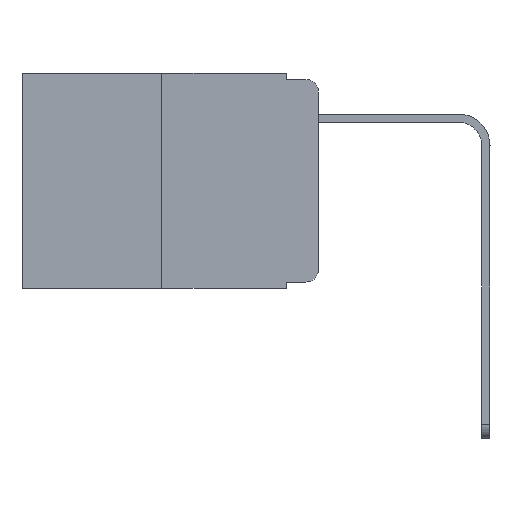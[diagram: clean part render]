
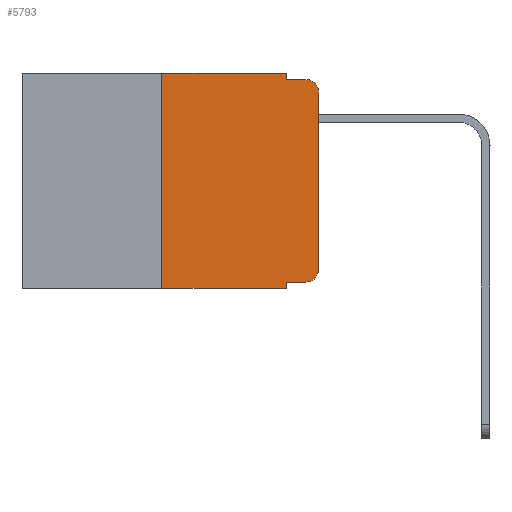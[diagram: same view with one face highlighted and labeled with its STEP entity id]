
A CAD part, left-side view. The second image highlights one B-rep face of the part: STEP entity #5793.
In plain terms, the highlighted planar face has unit normal (-1, 0, 0).
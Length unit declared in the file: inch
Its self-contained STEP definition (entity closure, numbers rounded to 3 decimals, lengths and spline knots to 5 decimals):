
#162 = ORIENTED_EDGE ( 'NONE', *, *, #1611, .F. ) ;
#381 = DIRECTION ( 'NONE',  ( 0., 0., -1. ) ) ;
#599 = AXIS2_PLACEMENT_3D ( 'NONE', #2258, #5787, #381 ) ;
#615 = VERTEX_POINT ( 'NONE', #1250 ) ;
#734 = VECTOR ( 'NONE', #5362, 39.37008 ) ;
#817 = ORIENTED_EDGE ( 'NONE', *, *, #11169, .T. ) ;
#858 = EDGE_CURVE ( 'NONE', #4204, #11158, #4901, .T. ) ;
#916 = CARTESIAN_POINT ( 'NONE',  ( 0., 0.051, -0.333 ) ) ;
#959 = DIRECTION ( 'NONE',  ( 0., -1., 0. ) ) ;
#1041 = VERTEX_POINT ( 'NONE', #6231 ) ;
#1176 = DIRECTION ( 'NONE',  ( 0., 0., -1. ) ) ;
#1198 = VECTOR ( 'NONE', #3562, 39.37008 ) ;
#1250 = CARTESIAN_POINT ( 'NONE',  ( 0., 0.02, -0.333 ) ) ;
#1303 = ORIENTED_EDGE ( 'NONE', *, *, #7495, .F. ) ;
#1611 = EDGE_CURVE ( 'NONE', #4703, #6195, #8828, .T. ) ;
#1807 = CIRCLE ( 'NONE', #599, 0.02 ) ;
#1856 = AXIS2_PLACEMENT_3D ( 'NONE', #3272, #11486, #6089 ) ;
#1901 = EDGE_CURVE ( 'NONE', #615, #3881, #5306, .T. ) ;
#2258 = CARTESIAN_POINT ( 'NONE',  ( 0., 0.02, -0.03 ) ) ;
#2481 = CARTESIAN_POINT ( 'NONE',  ( 0., 0.051, -0.01 ) ) ;
#2508 = DIRECTION ( 'NONE',  ( 0., 0., 1. ) ) ;
#2631 = DIRECTION ( 'NONE',  ( 0., 0., -1. ) ) ;
#2816 = EDGE_CURVE ( 'NONE', #1041, #8916, #1807, .T. ) ;
#3092 = LINE ( 'NONE', #5290, #734 ) ;
#3272 = CARTESIAN_POINT ( 'NONE',  ( 0., 0.02, -0.313 ) ) ;
#3450 = ORIENTED_EDGE ( 'NONE', *, *, #4732, .T. ) ;
#3562 = DIRECTION ( 'NONE',  ( 0., -1., 0. ) ) ;
#3680 = EDGE_LOOP ( 'NONE', ( #3450, #11475, #6230, #162, #1303, #6404, #9614, #8396, #817, #9276 ) ) ;
#3881 = VERTEX_POINT ( 'NONE', #8162 ) ;
#4204 = VERTEX_POINT ( 'NONE', #8508 ) ;
#4492 = CARTESIAN_POINT ( 'NONE',  ( 0., 0.051, -0.343 ) ) ;
#4703 = VERTEX_POINT ( 'NONE', #10108 ) ;
#4732 = EDGE_CURVE ( 'NONE', #3881, #1041, #9200, .T. ) ;
#4901 = LINE ( 'NONE', #6835, #5189 ) ;
#5059 = LINE ( 'NONE', #6120, #8703 ) ;
#5189 = VECTOR ( 'NONE', #2508, 39.37008 ) ;
#5290 = CARTESIAN_POINT ( 'NONE',  ( 0., 0.473, 0. ) ) ;
#5292 = CARTESIAN_POINT ( 'NONE',  ( 0., 0.473, 0. ) ) ;
#5306 = CIRCLE ( 'NONE', #1856, 0.02 ) ;
#5362 = DIRECTION ( 'NONE',  ( 0., -1., 0. ) ) ;
#5390 = VECTOR ( 'NONE', #959, 39.37008 ) ;
#5651 = CARTESIAN_POINT ( 'NONE',  ( 0., 0.051, 0. ) ) ;
#5706 = VERTEX_POINT ( 'NONE', #4492 ) ;
#5787 = DIRECTION ( 'NONE',  ( -1., 0., 0. ) ) ;
#5793 = ADVANCED_FACE ( 'NONE', ( #7885 ), #7948, .F. ) ;
#5953 = LINE ( 'NONE', #10876, #5390 ) ;
#6089 = DIRECTION ( 'NONE',  ( 0., 0., -1. ) ) ;
#6120 = CARTESIAN_POINT ( 'NONE',  ( 0., 0.051, 0. ) ) ;
#6195 = VERTEX_POINT ( 'NONE', #2481 ) ;
#6230 = ORIENTED_EDGE ( 'NONE', *, *, #11560, .F. ) ;
#6231 = CARTESIAN_POINT ( 'NONE',  ( 0., 0., -0.03 ) ) ;
#6372 = VERTEX_POINT ( 'NONE', #11607 ) ;
#6404 = ORIENTED_EDGE ( 'NONE', *, *, #858, .F. ) ;
#6557 = DIRECTION ( 'NONE',  ( 0., 0., 1. ) ) ;
#6590 = AXIS2_PLACEMENT_3D ( 'NONE', #5292, #8021, #2631 ) ;
#6835 = CARTESIAN_POINT ( 'NONE',  ( 0., 0.25, 0. ) ) ;
#6987 = CARTESIAN_POINT ( 'NONE',  ( 0., 0.25, 0. ) ) ;
#7010 = EDGE_CURVE ( 'NONE', #6372, #5706, #5059, .T. ) ;
#7495 = EDGE_CURVE ( 'NONE', #11158, #4703, #3092, .T. ) ;
#7568 = CARTESIAN_POINT ( 'NONE',  ( 0., 0.051, -0.01 ) ) ;
#7885 = FACE_OUTER_BOUND ( 'NONE', #3680, .T. ) ;
#7924 = DIRECTION ( 'NONE',  ( 0., 0., -1. ) ) ;
#7948 = PLANE ( 'NONE',  #6590 ) ;
#7974 = VECTOR ( 'NONE', #1176, 39.37008 ) ;
#8021 = DIRECTION ( 'NONE',  ( 1., 0., 0. ) ) ;
#8162 = CARTESIAN_POINT ( 'NONE',  ( 0., 0., -0.313 ) ) ;
#8396 = ORIENTED_EDGE ( 'NONE', *, *, #7010, .F. ) ;
#8508 = CARTESIAN_POINT ( 'NONE',  ( 0., 0.25, -0.343 ) ) ;
#8703 = VECTOR ( 'NONE', #7924, 39.37008 ) ;
#8828 = LINE ( 'NONE', #5651, #7974 ) ;
#8908 = LINE ( 'NONE', #916, #1198 ) ;
#8916 = VERTEX_POINT ( 'NONE', #11201 ) ;
#9200 = LINE ( 'NONE', #9202, #11022 ) ;
#9202 = CARTESIAN_POINT ( 'NONE',  ( 0., 0., 0. ) ) ;
#9276 = ORIENTED_EDGE ( 'NONE', *, *, #1901, .T. ) ;
#9586 = DIRECTION ( 'NONE',  ( 0., -1., 0. ) ) ;
#9614 = ORIENTED_EDGE ( 'NONE', *, *, #11309, .T. ) ;
#9761 = VECTOR ( 'NONE', #9586, 39.37008 ) ;
#10108 = CARTESIAN_POINT ( 'NONE',  ( 0., 0.051, 0. ) ) ;
#10876 = CARTESIAN_POINT ( 'NONE',  ( 0., 0.473, -0.343 ) ) ;
#11022 = VECTOR ( 'NONE', #6557, 39.37008 ) ;
#11158 = VERTEX_POINT ( 'NONE', #6987 ) ;
#11169 = EDGE_CURVE ( 'NONE', #6372, #615, #8908, .T. ) ;
#11201 = CARTESIAN_POINT ( 'NONE',  ( 0., 0.02, -0.01 ) ) ;
#11309 = EDGE_CURVE ( 'NONE', #4204, #5706, #5953, .T. ) ;
#11475 = ORIENTED_EDGE ( 'NONE', *, *, #2816, .T. ) ;
#11486 = DIRECTION ( 'NONE',  ( -1., 0., 0. ) ) ;
#11560 = EDGE_CURVE ( 'NONE', #6195, #8916, #11575, .T. ) ;
#11575 = LINE ( 'NONE', #7568, #9761 ) ;
#11607 = CARTESIAN_POINT ( 'NONE',  ( 0., 0.051, -0.333 ) ) ;
